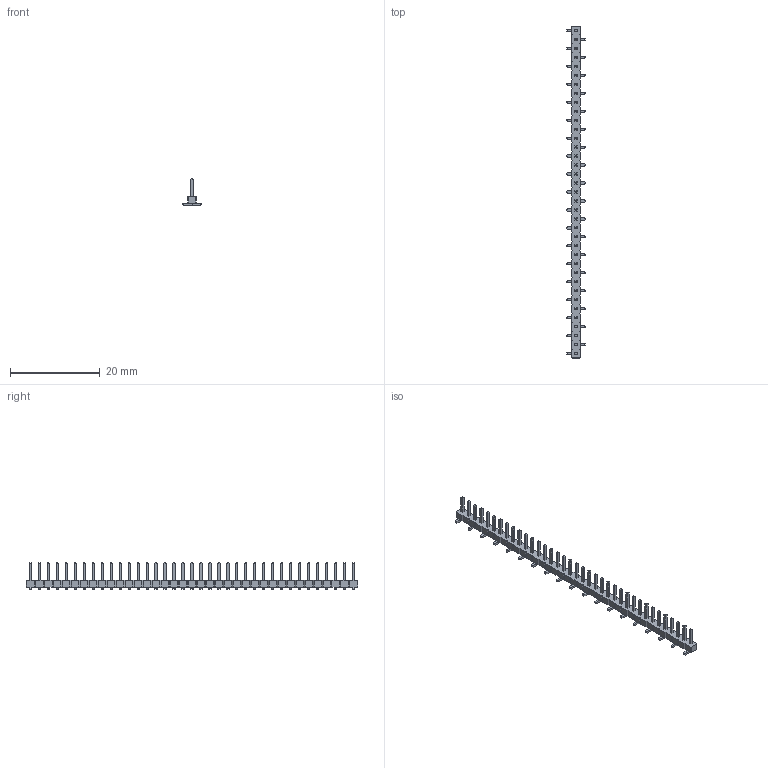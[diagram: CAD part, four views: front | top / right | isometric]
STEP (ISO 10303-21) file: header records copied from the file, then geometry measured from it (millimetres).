
FILE_DESCRIPTION(/* description */ ('model of PinHeader_1x37_P2.00mm_Vertical_SMD_Pin1Left'),/* implementation_level */ '2;1');
FILE_NAME(/* name */ 'PinHeader_1x37_P2.00mm_Vertical_SMD_Pin1Left.step',/* time_stamp */ '2018-01-24T13:01:45',/* author */ ('kicad StepUp','ksu'),/* organization */ ('FreeCAD'),/* preprocessor_version */ 'OCC',/* originating_system */ 'kicad StepUp',/* authorisation */ '');
FILE_SCHEMA(('AUTOMOTIVE_DESIGN { 1 0 10303 214 1 1 1 1 }'));
Length unit declared in the file: millimetre
Products named in the file (2): PinHeader_1x37_P200mm_Vertical_SMD_Pin1Left; Shape0_815347907359
Bounding box: 4.2 x 74 x 6 mm (x, y, z)
Volume: 288.2 mm3; surface area: 1114 mm2
Topology: 38 solids, 38 shells, 855 faces, 2041 edges, 1262 vertices
Faces by surface type: plane 818, cylinder 37
Entity records: 15408 total; most frequent: ORIENTED_EDGE 3155, CARTESIAN_POINT 2375, EDGE_CURVE 2041, LINE 1967, VERTEX_POINT 1262, AXIS2_PLACEMENT_3D 911, ADVANCED_FACE 855, FACE_BOUND 855
